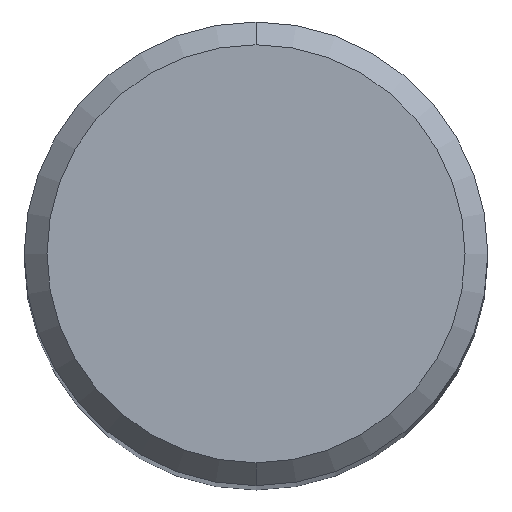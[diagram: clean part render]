
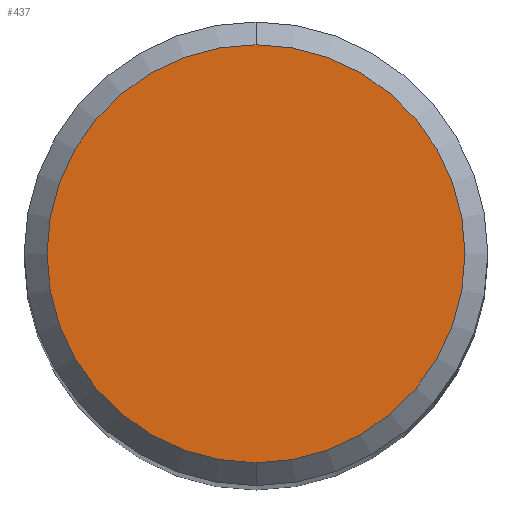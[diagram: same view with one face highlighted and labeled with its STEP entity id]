
A CAD part, top view. The second image highlights one B-rep face of the part: STEP entity #437.
In plain terms, the highlighted planar face has unit normal (0, 0, 1).
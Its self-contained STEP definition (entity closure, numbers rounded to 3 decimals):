
#287=VERTEX_POINT('',#682);
#409=EDGE_CURVE('',#513,#287,#818,.T.);
#437=ADVANCED_FACE('',(#848),#849,.T.);
#513=VERTEX_POINT('',#933);
#521=EDGE_CURVE('',#287,#513,#942,.T.);
#682=CARTESIAN_POINT('',(0.,-3.642,0.0));
#818=CIRCLE('',#1438,3.642);
#848=FACE_OUTER_BOUND('',#1478,.T.);
#849=PLANE('',#1479);
#933=CARTESIAN_POINT('',(0.0,3.642,0.0));
#942=CIRCLE('',#1664,3.642);
#1438=AXIS2_PLACEMENT_3D('',#2032,#2033,#2034);
#1478=EDGE_LOOP('',(#2068,#2069));
#1479=AXIS2_PLACEMENT_3D('',#2070,#2071,#2072);
#1664=AXIS2_PLACEMENT_3D('',#2168,#2169,#2170);
#2032=CARTESIAN_POINT('',(0.0,0.0,0.0));
#2033=DIRECTION('',(0.0,0.0,-1.0));
#2034=DIRECTION('',(0.0,1.0,0.0));
#2068=ORIENTED_EDGE('',*,*,#409,.F.);
#2069=ORIENTED_EDGE('',*,*,#521,.F.);
#2070=CARTESIAN_POINT('',(0.0,1.821,0.0));
#2071=DIRECTION('',(-0.0,0.0,1.0));
#2072=DIRECTION('',(0.0,-1.0,0.0));
#2168=CARTESIAN_POINT('',(0.0,0.0,0.0));
#2169=DIRECTION('',(0.0,0.0,-1.0));
#2170=DIRECTION('',(0.0,1.0,0.0));
